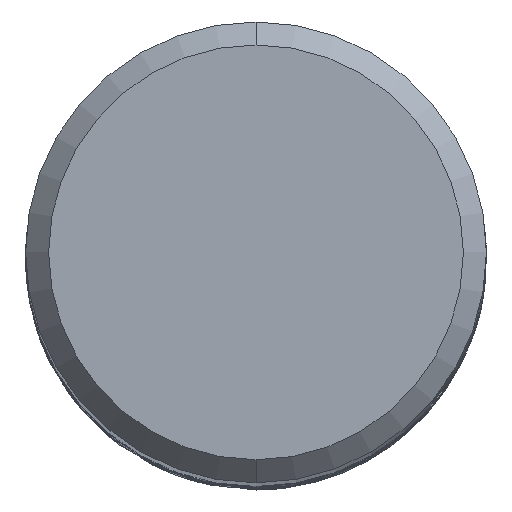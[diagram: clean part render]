
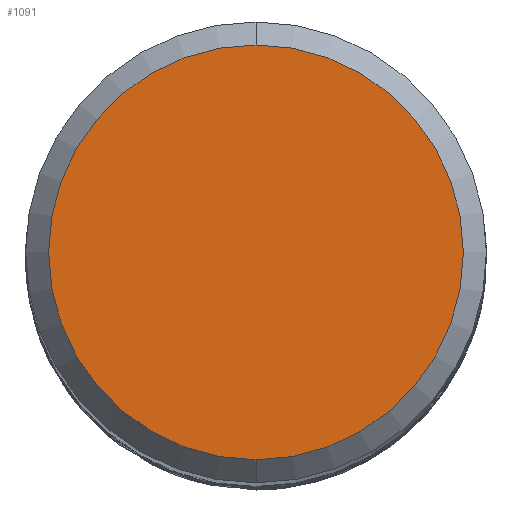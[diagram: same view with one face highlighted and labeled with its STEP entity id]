
A CAD part, top view. The second image highlights one B-rep face of the part: STEP entity #1091.
In plain terms, the highlighted planar face has unit normal (0, 0, 1).
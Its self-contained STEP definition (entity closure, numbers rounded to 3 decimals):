
#1049=VERTEX_POINT('',#2328);
#1091=ADVANCED_FACE('',(#2375),#2376,.T.);
#1275=EDGE_CURVE('',#1717,#1049,#2577,.T.);
#1645=EDGE_CURVE('',#1049,#1717,#2980,.T.);
#1717=VERTEX_POINT('',#3060);
#2328=CARTESIAN_POINT('',(0.,-5.4,0.0));
#2375=FACE_OUTER_BOUND('',#8263,.T.);
#2376=PLANE('',#8264);
#2577=CIRCLE('',#10220,5.4);
#2980=CIRCLE('',#14736,5.4);
#3060=CARTESIAN_POINT('',(0.0,5.4,0.0));
#8263=EDGE_LOOP('',(#18660,#18661));
#8264=AXIS2_PLACEMENT_3D('',#18662,#18663,#18664);
#10220=AXIS2_PLACEMENT_3D('',#18884,#18885,#18886);
#14736=AXIS2_PLACEMENT_3D('',#19283,#19284,#19285);
#18660=ORIENTED_EDGE('',*,*,#1275,.F.);
#18661=ORIENTED_EDGE('',*,*,#1645,.F.);
#18662=CARTESIAN_POINT('',(0.0,2.7,0.0));
#18663=DIRECTION('',(-0.0,0.0,1.0));
#18664=DIRECTION('',(0.0,-1.0,0.0));
#18884=CARTESIAN_POINT('',(0.0,0.0,0.0));
#18885=DIRECTION('',(0.0,0.0,-1.0));
#18886=DIRECTION('',(0.0,1.0,0.0));
#19283=CARTESIAN_POINT('',(0.0,0.0,0.0));
#19284=DIRECTION('',(0.0,0.0,-1.0));
#19285=DIRECTION('',(0.0,1.0,0.0));
